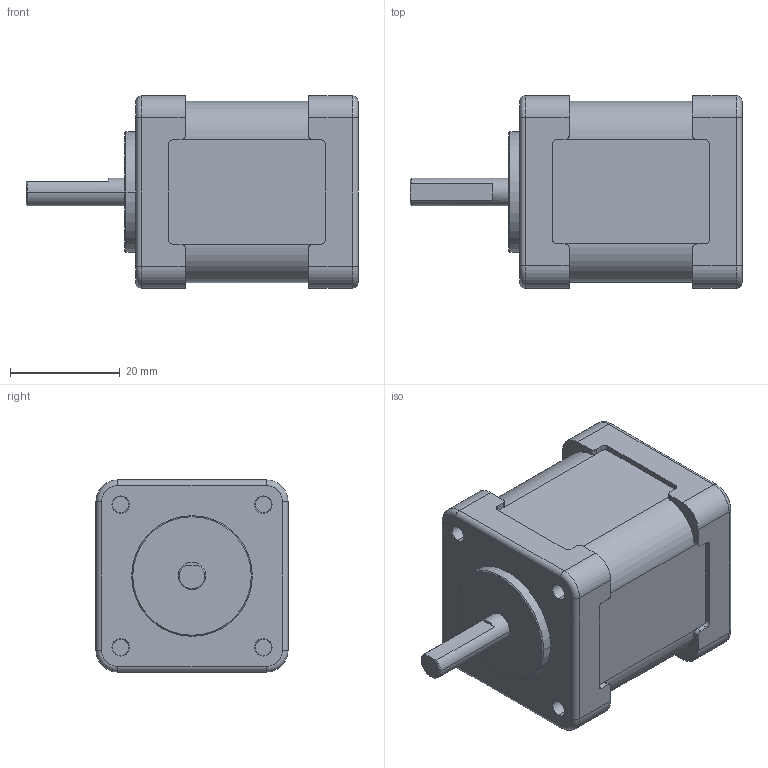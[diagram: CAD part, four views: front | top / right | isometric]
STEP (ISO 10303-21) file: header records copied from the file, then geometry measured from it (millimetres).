
FILE_DESCRIPTION((''),'2;1');
FILE_NAME('PRT0001','2019-01-23T15:47:16',('Administrator'),(''),'CREO PARAMETRIC BY PTC INC, 2017110','CREO PARAMETRIC BY PTC INC, 2017110','');
FILE_SCHEMA(('CONFIG_CONTROL_DESIGN'));
Length unit declared in the file: millimetre
Products named in the file (1): PRT0001
Bounding box: 60.5 x 35 x 35 mm (x, y, z)
Volume: 45622.5 mm3; surface area: 8993.7 mm2
Topology: 1 solids, 1 shells, 241 faces, 637 edges, 412 vertices
Faces by surface type: plane 126, cylinder 80, torus 24, cone 11
Entity records: 7680 total; most frequent: CARTESIAN_POINT 1640, ORIENTED_EDGE 1274, DIRECTION 1246, EDGE_CURVE 637, AXIS2_PLACEMENT_3D 450, VERTEX_POINT 412, VECTOR 346, LINE 346
